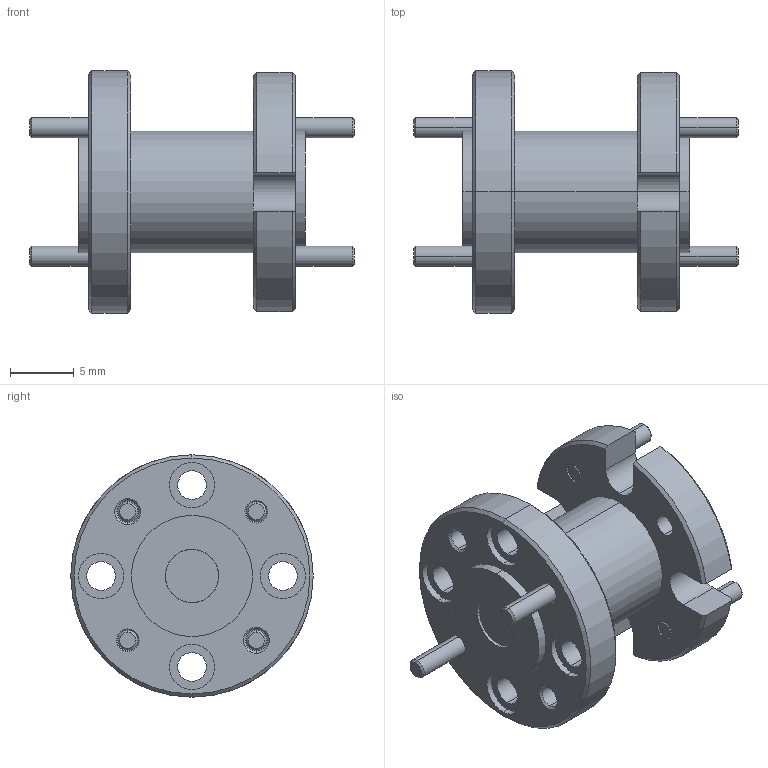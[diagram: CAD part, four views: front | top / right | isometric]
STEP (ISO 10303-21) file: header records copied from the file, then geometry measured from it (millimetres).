
FILE_DESCRIPTION (( 'STEP AP214' ), '1' );
FILE_NAME ('WT-VSC-148-165-C, Defeatured.STEP', '2024-04-09T22:47:23', ( '' ), ( '' ), 'SwSTEP 2.0', 'SolidWorks 2021', '' );
FILE_SCHEMA (( 'AUTOMOTIVE_DESIGN' ));
Length unit declared in the file: inch
Products named in the file (1): WT-VSC-148-165-C, Defeatured
Bounding box: 25.53 x 19.05 x 19.05 mm (x, y, z)
Volume: 2463.8 mm3; surface area: 2036.8 mm2
Topology: 5 solids, 5 shells, 137 faces, 315 edges, 198 vertices
Faces by surface type: cylinder 57, cone 44, plane 28, bspline 8
Entity records: 6042 total; most frequent: CARTESIAN_POINT 995, DIRECTION 701, ORIENTED_EDGE 630, EDGE_CURVE 315, AXIS2_PLACEMENT_3D 288, VERTEX_POINT 198, EDGE_LOOP 171, CIRCLE 158
